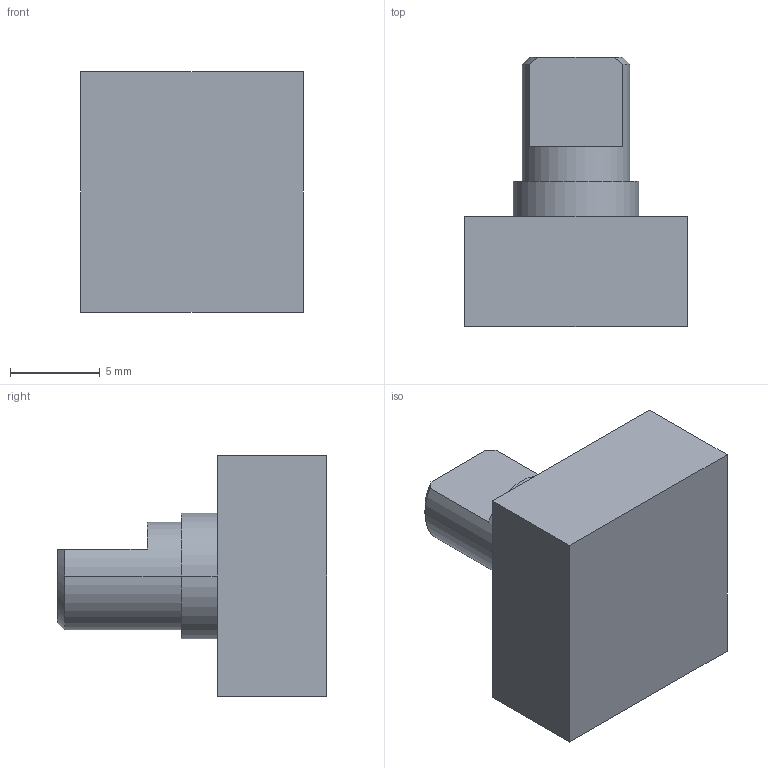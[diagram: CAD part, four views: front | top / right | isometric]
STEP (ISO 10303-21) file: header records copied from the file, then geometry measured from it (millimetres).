
FILE_DESCRIPTION((''),'2;1');
FILE_NAME('ENCODER','2023-02-28T13:45:51',('DylanThrush'),('AGILITY ROBOTICS'),'CREO PARAMETRIC BY PTC INC, 2022284','CREO PARAMETRIC BY PTC INC, 2022284','');
FILE_SCHEMA(('AUTOMOTIVE_DESIGN { 1 0 10303 214 1 1 1 1 }'));
Length unit declared in the file: millimetre
Products named in the file (1): ENCODER
Bounding box: 12.4 x 15 x 13.4 mm (x, y, z)
Volume: 1257 mm3; surface area: 812.5 mm2
Topology: 1 solids, 1 shells, 15 faces, 33 edges, 22 vertices
Faces by surface type: plane 10, cylinder 4, cone 1
Entity records: 607 total; most frequent: CARTESIAN_POINT 76, DIRECTION 72, ORIENTED_EDGE 66, COLOUR_RGB 38, PRESENTATION_STYLE_ASSIGNMENT 34, STYLED_ITEM 34, CURVE_STYLE 33, EDGE_CURVE 33
